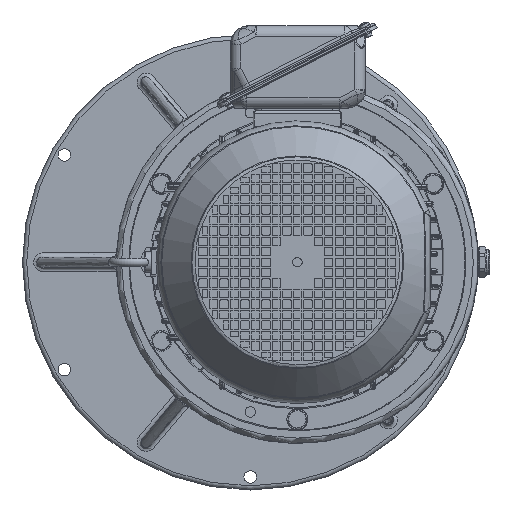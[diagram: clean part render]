
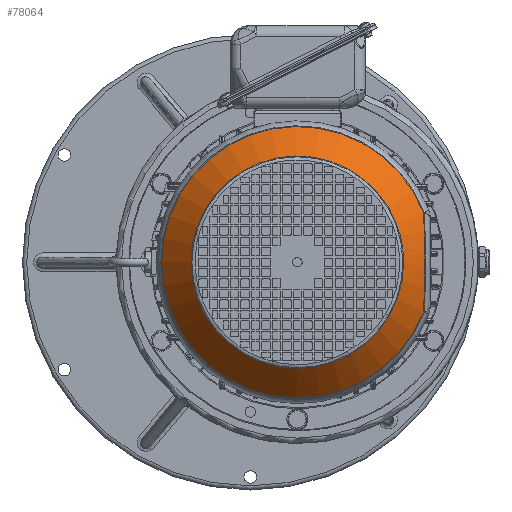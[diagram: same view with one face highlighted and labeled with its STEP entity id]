
A CAD part, left-side view. The second image highlights one B-rep face of the part: STEP entity #78064.
In plain terms, the highlighted conical face has half-angle 40 degrees and reference radius 135 mm.
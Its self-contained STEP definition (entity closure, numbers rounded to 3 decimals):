
#5828 = DIRECTION ( 'NONE',  ( 0., -1., 0. ) ) ;
#11251 = DIRECTION ( 'NONE',  ( 0., 1., 0. ) ) ;
#11331 = CARTESIAN_POINT ( 'NONE',  ( -481.965, 58.745, 47.757 ) ) ;
#12834 = CARTESIAN_POINT ( 'NONE',  ( -481.965, 58.745, 47.757 ) ) ;
#13638 = AXIS2_PLACEMENT_3D ( 'NONE', #140352, #40649, #11251 ) ;
#13795 = CARTESIAN_POINT ( 'NONE',  ( -486.59, 58.247, 34.162 ) ) ;
#19753 = EDGE_LOOP ( 'NONE', ( #64078, #178444 ) ) ;
#20055 = FACE_BOUND ( 'NONE', #110989, .T. ) ;
#27067 = CARTESIAN_POINT ( 'NONE',  ( -491.218, 57.713, -8.185 ) ) ;
#28762 = ORIENTED_EDGE ( 'NONE', *, *, #53256, .T. ) ;
#40649 = DIRECTION ( 'NONE',  ( -1., 0., 0. ) ) ;
#42037 = CIRCLE ( 'NONE', #66279, 101.499 ) ;
#43070 = AXIS2_PLACEMENT_3D ( 'NONE', #74222, #45768, #5828 ) ;
#45768 = DIRECTION ( 'NONE',  ( 1., 0., 0. ) ) ;
#53256 = EDGE_CURVE ( 'NONE', #93601, #93601, #42037, .T. ) ;
#55565 = CARTESIAN_POINT ( 'NONE',  ( -491.499, 57.679, -2.039 ) ) ;
#64078 = ORIENTED_EDGE ( 'NONE', *, *, #131906, .T. ) ;
#66279 = AXIS2_PLACEMENT_3D ( 'NONE', #163007, #163942, #75685 ) ;
#69800 = CARTESIAN_POINT ( 'NONE',  ( -489.801, 57.881, -20.379 ) ) ;
#70751 = CARTESIAN_POINT ( 'NONE',  ( -487.345, 58.165, -32.327 ) ) ;
#74222 = CARTESIAN_POINT ( 'NONE',  ( -476.389, 180., 0. ) ) ;
#75685 = DIRECTION ( 'NONE',  ( 0., 1., 0. ) ) ;
#77022 = FACE_OUTER_BOUND ( 'NONE', #19753, .T. ) ;
#78064 = ADVANCED_FACE ( 'NONE', ( #20055, #77022 ), #130849, .T. ) ;
#87794 = CARTESIAN_POINT ( 'NONE',  ( -488.148, 58.072, 28.204 ) ) ;
#93601 = VERTEX_POINT ( 'NONE', #96397 ) ;
#96397 = CARTESIAN_POINT ( 'NONE',  ( -516.314, 281.499, 0. ) ) ;
#98263 = CARTESIAN_POINT ( 'NONE',  ( -481.965, 58.745, -47.757 ) ) ;
#100166 = CARTESIAN_POINT ( 'NONE',  ( -483.463, 58.589, 43.932 ) ) ;
#101300 = B_SPLINE_CURVE_WITH_KNOTS ( 'NONE', 3,
 ( #98263, #174143, #70751, #69800, #156190, #114403, #172273, #27067, #116263, #158992, #55565, #127676, #158060, #130501, #87794, #141924, #13795, #129565, #100166, #12834 ),
 .UNSPECIFIED., .F., .F.,
 ( 4, 2, 2, 2, 2, 2, 2, 2, 2, 4 ),
 ( 0., 0.024, 0.037, 0.04, 0.043, 0.049, 0.073, 0.079, 0.085, 0.098 ),
 .UNSPECIFIED. ) ;
#101641 = EDGE_CURVE ( 'NONE', #135780, #157266, #110634, .T. ) ;
#110634 = CIRCLE ( 'NONE', #13638, 130.321 ) ;
#110989 = EDGE_LOOP ( 'NONE', ( #28762 ) ) ;
#114403 = CARTESIAN_POINT ( 'NONE',  ( -490.964, 57.743, -11.257 ) ) ;
#116263 = CARTESIAN_POINT ( 'NONE',  ( -491.285, 57.705, -7.157 ) ) ;
#127676 = CARTESIAN_POINT ( 'NONE',  ( -491.499, 57.679, 8.155 ) ) ;
#129565 = CARTESIAN_POINT ( 'NONE',  ( -484.814, 58.443, 40.057 ) ) ;
#130501 = CARTESIAN_POINT ( 'NONE',  ( -488.605, 58.019, 26.211 ) ) ;
#130684 = CARTESIAN_POINT ( 'NONE',  ( -481.965, 58.745, -47.757 ) ) ;
#130849 = CONICAL_SURFACE ( 'NONE', #43070, 135., 0.698 ) ;
#131906 = EDGE_CURVE ( 'NONE', #157266, #135780, #101300, .T. ) ;
#135780 = VERTEX_POINT ( 'NONE', #11331 ) ;
#140352 = CARTESIAN_POINT ( 'NONE',  ( -481.965, 180., 0. ) ) ;
#141924 = CARTESIAN_POINT ( 'NONE',  ( -487.14, 58.186, 32.18 ) ) ;
#156190 = CARTESIAN_POINT ( 'NONE',  ( -490.432, 57.806, -16.352 ) ) ;
#157266 = VERTEX_POINT ( 'NONE', #130684 ) ;
#158060 = CARTESIAN_POINT ( 'NONE',  ( -490.646, 57.783, 16.223 ) ) ;
#158992 = CARTESIAN_POINT ( 'NONE',  ( -491.446, 57.686, -4.083 ) ) ;
#163007 = CARTESIAN_POINT ( 'NONE',  ( -516.314, 180., 0. ) ) ;
#163942 = DIRECTION ( 'NONE',  ( 1., 0., 0. ) ) ;
#172273 = CARTESIAN_POINT ( 'NONE',  ( -491.057, 57.732, -10.235 ) ) ;
#174143 = CARTESIAN_POINT ( 'NONE',  ( -484.958, 58.434, -40.113 ) ) ;
#178444 = ORIENTED_EDGE ( 'NONE', *, *, #101641, .T. ) ;
